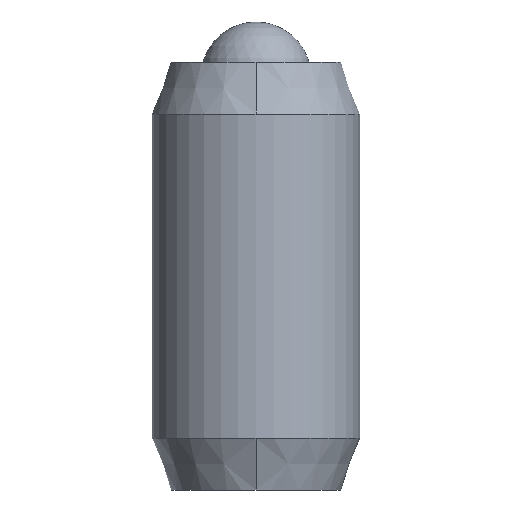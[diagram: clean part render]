
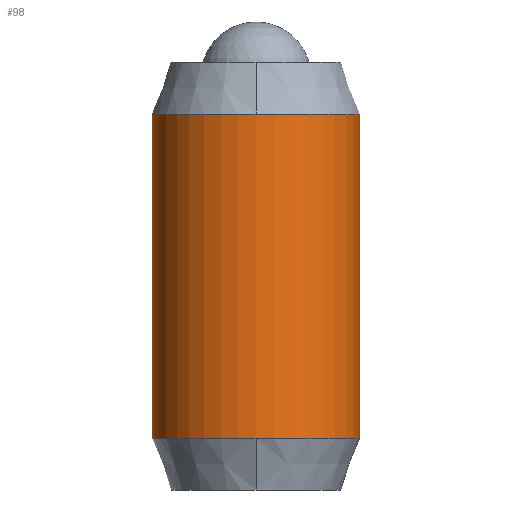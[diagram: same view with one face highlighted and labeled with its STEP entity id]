
A CAD part, front view. The second image highlights one B-rep face of the part: STEP entity #98.
In plain terms, the highlighted cylindrical face has radius 8 mm (diameter 16 mm), a partial arc.
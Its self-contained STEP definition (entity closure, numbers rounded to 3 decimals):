
#98=ADVANCED_FACE('',(#190),#191,.T.);
#190=FACE_OUTER_BOUND('',#290,.T.);
#191=CYLINDRICAL_SURFACE('',#291,8.0);
#290=EDGE_LOOP('',(#453,#454,#455,#456,#457,#458));
#291=AXIS2_PLACEMENT_3D('',#459,#460,#461);
#453=ORIENTED_EDGE('',*,*,#541,.T.);
#454=ORIENTED_EDGE('',*,*,#556,.T.);
#455=ORIENTED_EDGE('',*,*,#592,.T.);
#456=ORIENTED_EDGE('',*,*,#544,.T.);
#457=ORIENTED_EDGE('',*,*,#551,.T.);
#458=ORIENTED_EDGE('',*,*,#595,.T.);
#459=CARTESIAN_POINT('',(0.0,0.0,16.5));
#460=DIRECTION('',(0.0,0.0,1.0));
#461=DIRECTION('',(1.0,0.0,0.0));
#541=EDGE_CURVE('',#622,#623,#624,.T.);
#544=EDGE_CURVE('',#629,#627,#630,.T.);
#551=EDGE_CURVE('',#627,#639,#641,.T.);
#556=EDGE_CURVE('',#623,#647,#649,.T.);
#592=EDGE_CURVE('',#647,#629,#701,.T.);
#595=EDGE_CURVE('',#639,#622,#704,.T.);
#622=VERTEX_POINT('',#741);
#623=VERTEX_POINT('',#742);
#624=LINE('',#743,#744);
#627=VERTEX_POINT('',#747);
#629=VERTEX_POINT('',#749);
#630=LINE('',#750,#751);
#639=VERTEX_POINT('',#761);
#641=CIRCLE('',#764,8.0);
#647=VERTEX_POINT('',#771);
#649=CIRCLE('',#774,8.0);
#701=CIRCLE('',#846,8.0);
#704=CIRCLE('',#849,8.0);
#741=CARTESIAN_POINT('',(8.0,0.,4.0));
#742=CARTESIAN_POINT('',(8.0,0.,29.0));
#743=CARTESIAN_POINT('',(8.0,0.,16.5));
#744=VECTOR('',#887,1.0);
#747=CARTESIAN_POINT('',(-8.0,0.,4.0));
#749=CARTESIAN_POINT('',(-8.0,0.,29.0));
#750=CARTESIAN_POINT('',(-8.0,0.,16.5));
#751=VECTOR('',#894,1.0);
#761=CARTESIAN_POINT('',(0.,-8.0,4.0));
#764=AXIS2_PLACEMENT_3D('',#906,#907,#908);
#771=CARTESIAN_POINT('',(0.,-8.0,29.0));
#774=AXIS2_PLACEMENT_3D('',#914,#915,#916);
#846=AXIS2_PLACEMENT_3D('',#949,#950,#951);
#849=AXIS2_PLACEMENT_3D('',#955,#956,#957);
#887=DIRECTION('',(0.0,0.0,1.0));
#894=DIRECTION('',(-0.0,-0.0,-1.0));
#906=CARTESIAN_POINT('',(0.0,0.0,4.0));
#907=DIRECTION('',(0.,0.0,1.0));
#908=DIRECTION('',(1.0,0.0,0.));
#914=CARTESIAN_POINT('',(0.0,0.0,29.0));
#915=DIRECTION('',(0.,0.0,-1.0));
#916=DIRECTION('',(1.0,0.0,0.));
#949=CARTESIAN_POINT('',(0.0,0.0,29.0));
#950=DIRECTION('',(0.,0.0,-1.0));
#951=DIRECTION('',(1.0,0.0,0.));
#955=CARTESIAN_POINT('',(0.0,0.0,4.0));
#956=DIRECTION('',(0.,0.0,1.0));
#957=DIRECTION('',(1.0,0.0,0.));
